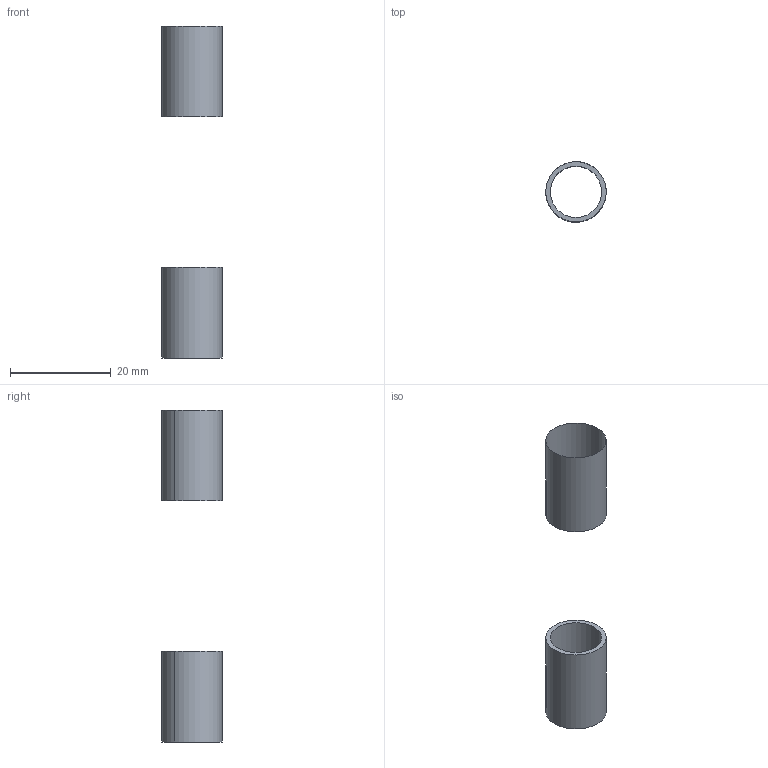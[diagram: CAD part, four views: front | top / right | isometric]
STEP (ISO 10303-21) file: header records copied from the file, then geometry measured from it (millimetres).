
FILE_DESCRIPTION(('Open CASCADE Model'),'2;1');
FILE_NAME('Open CASCADE Shape Model','2021-02-26T17:07:36',('Author'),( 'Open CASCADE'),'Open CASCADE STEP processor 7.4','Open CASCADE 7.4' ,'Unknown');
FILE_SCHEMA(('CONFIG_CONTROL_DESIGN'));
Length unit declared in the file: millimetre
Products named in the file (3): Open CASCADE STEP translator 7.4 831; Open CASCADE STEP translator 7.4 831.1; Open CASCADE STEP translator 7.4 831.2
Assembly tree (2 placements, depth 2):
  Open CASCADE STEP translator 7.4 831
    Open CASCADE STEP translator 7.4 831.1
    Open CASCADE STEP translator 7.4 831.2
Bounding box: 11.96 x 11.96 x 66 mm (x, y, z)
Surface area: 1419.9 mm2 (no closed solid volume)
Topology: 0 solids, 2 shells, 6 faces, 16 edges, 12 vertices
Faces by surface type: cylinder 4, plane 2
Entity records: 482 total; most frequent: CARTESIAN_POINT 85, DIRECTION 66, ORIENTED_EDGE 24, PCURVE 24, DEFINITIONAL_REPRESENTATION 24, AXIS2_PLACEMENT_3D 21, LINE 20, VECTOR 20
